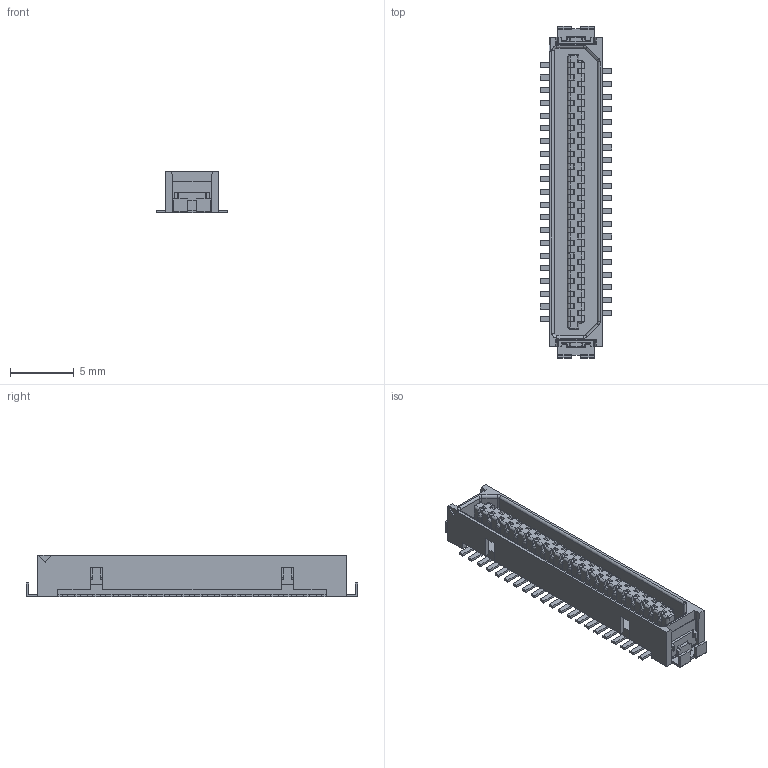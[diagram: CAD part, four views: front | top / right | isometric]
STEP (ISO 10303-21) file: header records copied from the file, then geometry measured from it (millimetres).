
FILE_DESCRIPTION(('OneSpaceDesigner STEP Export'),'2;1');
FILE_NAME('DF9B-41P-1V.stp','2008-03-24T16:28:39',(''),(''),'OneSpace Designer STEP processor for AP203 (Solid Model)','OneSpace Designer 13.00 26-Oct-2004 (C) CoCreate Software GmbH','');
FILE_SCHEMA(('CONFIG_CONTROL_DESIGN'));
Length unit declared in the file: millimetre
Products named in the file (2): p2; DF9B-41P-1V.stp
Assembly tree (1 placements, depth 2):
  DF9B-41P-1V.stp
    p2
Bounding box: 5.6 x 26.1 x 3.3 mm (x, y, z)
Volume: 207.8 mm3; surface area: 724.8 mm2
Topology: 1 solids, 1 shells, 1276 faces, 3503 edges, 2262 vertices
Faces by surface type: plane 874, cylinder 388, bspline 8, torus 6
Entity records: 37540 total; most frequent: ORIENTED_EDGE 7002, CARTESIAN_POINT 6915, DIRECTION 5581, EDGE_CURVE 3501, VECTOR 2539, LINE 2539, VERTEX_POINT 2262, AXIS2_PLACEMENT_3D 1521
